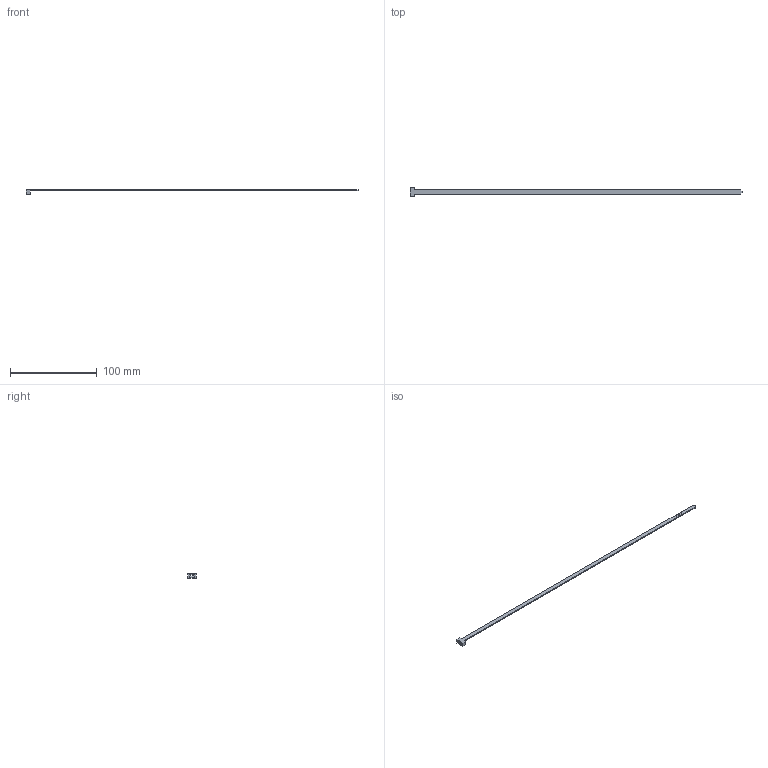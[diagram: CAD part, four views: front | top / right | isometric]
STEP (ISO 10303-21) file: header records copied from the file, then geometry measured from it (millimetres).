
FILE_DESCRIPTION(/* description */ ('STEP AP214'),/* implementation_level */ '2;1');
FILE_NAME(/* name */ '6743_PB-378',/* time_stamp */ '2024-09-13T15:44:11+02:00',/* author */ ('License CC BY-ND 4.0'),/* organization */ ('CADENAS'),/* preprocessor_version */ 'ST-DEVELOPER v19.3',/* originating_system */ 'PARTsolutions',/* authorisation */ ' ');
FILE_SCHEMA (('AUTOMOTIVE_DESIGN {1 0 10303 214 3 1 1}'));
Length unit declared in the file: millimetre
Products named in the file (1): 6743 PB-378
Bounding box: 382.8 x 9.6 x 4.8 mm (x, y, z)
Volume: 2334.8 mm3; surface area: 4894.1 mm2
Topology: 1 solids, 1 shells, 126 faces, 312 edges, 208 vertices
Faces by surface type: plane 124, cylinder 2
Entity records: 3694 total; most frequent: CARTESIAN_POINT 647, ORIENTED_EDGE 624, DIRECTION 570, EDGE_CURVE 312, LINE 308, VECTOR 308, VERTEX_POINT 208, EDGE_LOOP 148
